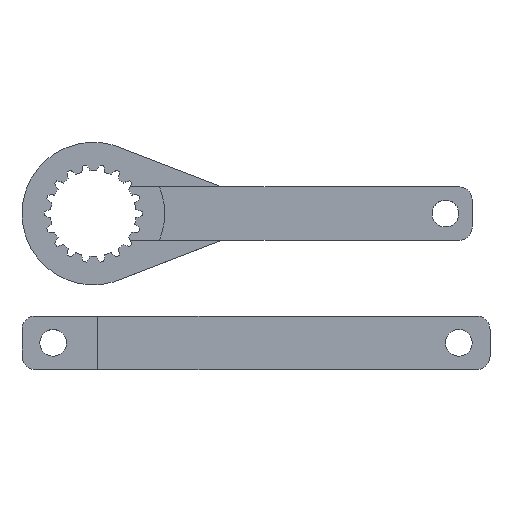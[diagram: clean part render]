
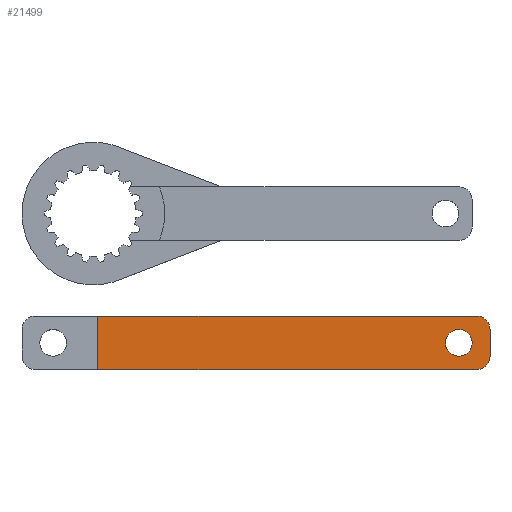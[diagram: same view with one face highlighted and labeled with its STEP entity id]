
A CAD part, top view. The second image highlights one B-rep face of the part: STEP entity #21499.
In plain terms, the highlighted planar face has unit normal (0, 0, 1).
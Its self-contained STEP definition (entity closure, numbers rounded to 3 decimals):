
#20810 = PLANE('',#20811);
#20811 = AXIS2_PLACEMENT_3D('',#20812,#20813,#20814);
#20812 = CARTESIAN_POINT('',(-16.,-18.,0.));
#20813 = DIRECTION('',(0.,1.,0.));
#20814 = DIRECTION('',(0.,0.,1.));
#20864 = PLANE('',#20865);
#20865 = AXIS2_PLACEMENT_3D('',#20866,#20867,#20868);
#20866 = CARTESIAN_POINT('',(-16.,-30.,0.));
#20867 = DIRECTION('',(0.,1.,0.));
#20868 = DIRECTION('',(0.,0.,1.));
#20893 = CYLINDRICAL_SURFACE('',#20894,3.);
#20894 = AXIS2_PLACEMENT_3D('',#20895,#20896,#20897);
#20895 = CARTESIAN_POINT('',(86.,-27.,0.));
#20896 = DIRECTION('',(0.,0.,1.));
#20897 = DIRECTION('',(0.,-1.,0.));
#20921 = PLANE('',#20922);
#20922 = AXIS2_PLACEMENT_3D('',#20923,#20924,#20925);
#20923 = CARTESIAN_POINT('',(89.,-30.,0.));
#20924 = DIRECTION('',(1.,0.,0.));
#20925 = DIRECTION('',(0.,0.,1.));
#20952 = CYLINDRICAL_SURFACE('',#20953,3.);
#20953 = AXIS2_PLACEMENT_3D('',#20954,#20955,#20956);
#20954 = CARTESIAN_POINT('',(86.,-21.,0.));
#20955 = DIRECTION('',(0.,0.,1.));
#20956 = DIRECTION('',(0.,1.,0.));
#20983 = CYLINDRICAL_SURFACE('',#20984,3.);
#20984 = AXIS2_PLACEMENT_3D('',#20985,#20986,#20987);
#20985 = CARTESIAN_POINT('',(82.,-24.,0.));
#20986 = DIRECTION('',(0.,0.,1.));
#20987 = DIRECTION('',(1.,0.,0.));
#21000 = VERTEX_POINT('',#21001);
#21001 = CARTESIAN_POINT('',(1.,-18.,4.));
#21027 = EDGE_CURVE('',#21000,#21028,#21030,.T.);
#21028 = VERTEX_POINT('',#21029);
#21029 = CARTESIAN_POINT('',(86.,-18.,4.));
#21030 = SURFACE_CURVE('',#21031,(#21035,#21042),.PCURVE_S1.);
#21031 = LINE('',#21032,#21033);
#21032 = CARTESIAN_POINT('',(-16.,-18.,4.));
#21033 = VECTOR('',#21034,1.);
#21034 = DIRECTION('',(1.,0.,0.));
#21035 = PCURVE('',#20810,#21036);
#21036 = DEFINITIONAL_REPRESENTATION('',(#21037),#21041);
#21037 = LINE('',#21038,#21039);
#21038 = CARTESIAN_POINT('',(4.,0.));
#21039 = VECTOR('',#21040,1.);
#21040 = DIRECTION('',(0.,1.));
#21041 = ( GEOMETRIC_REPRESENTATION_CONTEXT(2) 
PARAMETRIC_REPRESENTATION_CONTEXT() REPRESENTATION_CONTEXT('2D SPACE',''
  ) );
#21042 = PCURVE('',#21043,#21048);
#21043 = PLANE('',#21044);
#21044 = AXIS2_PLACEMENT_3D('',#21045,#21046,#21047);
#21045 = CARTESIAN_POINT('',(-16.,-30.,4.));
#21046 = DIRECTION('',(0.,0.,1.));
#21047 = DIRECTION('',(1.,0.,0.));
#21048 = DEFINITIONAL_REPRESENTATION('',(#21049),#21053);
#21049 = LINE('',#21050,#21051);
#21050 = CARTESIAN_POINT('',(0.,12.));
#21051 = VECTOR('',#21052,1.);
#21052 = DIRECTION('',(1.,0.));
#21053 = ( GEOMETRIC_REPRESENTATION_CONTEXT(2) 
PARAMETRIC_REPRESENTATION_CONTEXT() REPRESENTATION_CONTEXT('2D SPACE',''
  ) );
#21081 = VERTEX_POINT('',#21082);
#21082 = CARTESIAN_POINT('',(89.,-21.,4.));
#21103 = EDGE_CURVE('',#21028,#21081,#21104,.T.);
#21104 = SURFACE_CURVE('',#21105,(#21110,#21117),.PCURVE_S1.);
#21105 = CIRCLE('',#21106,3.);
#21106 = AXIS2_PLACEMENT_3D('',#21107,#21108,#21109);
#21107 = CARTESIAN_POINT('',(86.,-21.,4.));
#21108 = DIRECTION('',(0.,0.,-1.));
#21109 = DIRECTION('',(0.,-1.,0.));
#21110 = PCURVE('',#20952,#21111);
#21111 = DEFINITIONAL_REPRESENTATION('',(#21112),#21116);
#21112 = LINE('',#21113,#21114);
#21113 = CARTESIAN_POINT('',(3.142,4.));
#21114 = VECTOR('',#21115,1.);
#21115 = DIRECTION('',(-1.,0.));
#21116 = ( GEOMETRIC_REPRESENTATION_CONTEXT(2) 
PARAMETRIC_REPRESENTATION_CONTEXT() REPRESENTATION_CONTEXT('2D SPACE',''
  ) );
#21117 = PCURVE('',#21043,#21118);
#21118 = DEFINITIONAL_REPRESENTATION('',(#21119),#21127);
#21119 = ( BOUNDED_CURVE() B_SPLINE_CURVE(2,(#21120,#21121,#21122,#21123
    ,#21124,#21125,#21126),.UNSPECIFIED.,.T.,.F.) 
B_SPLINE_CURVE_WITH_KNOTS((1,2,2,2,2,1),(-2.094,0.,
    2.094,4.189,6.283,8.378),
.UNSPECIFIED.) CURVE() GEOMETRIC_REPRESENTATION_ITEM() 
RATIONAL_B_SPLINE_CURVE((1.,0.5,1.,0.5,1.,0.5,1.)) REPRESENTATION_ITEM(
  '') );
#21120 = CARTESIAN_POINT('',(102.,6.));
#21121 = CARTESIAN_POINT('',(96.804,6.));
#21122 = CARTESIAN_POINT('',(99.402,10.5));
#21123 = CARTESIAN_POINT('',(102.,15.));
#21124 = CARTESIAN_POINT('',(104.598,10.5));
#21125 = CARTESIAN_POINT('',(107.196,6.));
#21126 = CARTESIAN_POINT('',(102.,6.));
#21127 = ( GEOMETRIC_REPRESENTATION_CONTEXT(2) 
PARAMETRIC_REPRESENTATION_CONTEXT() REPRESENTATION_CONTEXT('2D SPACE',''
  ) );
#21219 = EDGE_CURVE('',#21220,#21081,#21222,.T.);
#21220 = VERTEX_POINT('',#21221);
#21221 = CARTESIAN_POINT('',(89.,-27.,4.));
#21222 = SURFACE_CURVE('',#21223,(#21227,#21234),.PCURVE_S1.);
#21223 = LINE('',#21224,#21225);
#21224 = CARTESIAN_POINT('',(89.,-30.,4.));
#21225 = VECTOR('',#21226,1.);
#21226 = DIRECTION('',(0.,1.,0.));
#21227 = PCURVE('',#20921,#21228);
#21228 = DEFINITIONAL_REPRESENTATION('',(#21229),#21233);
#21229 = LINE('',#21230,#21231);
#21230 = CARTESIAN_POINT('',(4.,0.));
#21231 = VECTOR('',#21232,1.);
#21232 = DIRECTION('',(0.,-1.));
#21233 = ( GEOMETRIC_REPRESENTATION_CONTEXT(2) 
PARAMETRIC_REPRESENTATION_CONTEXT() REPRESENTATION_CONTEXT('2D SPACE',''
  ) );
#21234 = PCURVE('',#21043,#21235);
#21235 = DEFINITIONAL_REPRESENTATION('',(#21236),#21240);
#21236 = LINE('',#21237,#21238);
#21237 = CARTESIAN_POINT('',(105.,0.));
#21238 = VECTOR('',#21239,1.);
#21239 = DIRECTION('',(0.,1.));
#21240 = ( GEOMETRIC_REPRESENTATION_CONTEXT(2) 
PARAMETRIC_REPRESENTATION_CONTEXT() REPRESENTATION_CONTEXT('2D SPACE',''
  ) );
#21270 = VERTEX_POINT('',#21271);
#21271 = CARTESIAN_POINT('',(1.,-30.,4.));
#21297 = EDGE_CURVE('',#21270,#21298,#21300,.T.);
#21298 = VERTEX_POINT('',#21299);
#21299 = CARTESIAN_POINT('',(86.,-30.,4.));
#21300 = SURFACE_CURVE('',#21301,(#21305,#21312),.PCURVE_S1.);
#21301 = LINE('',#21302,#21303);
#21302 = CARTESIAN_POINT('',(-16.,-30.,4.));
#21303 = VECTOR('',#21304,1.);
#21304 = DIRECTION('',(1.,0.,0.));
#21305 = PCURVE('',#20864,#21306);
#21306 = DEFINITIONAL_REPRESENTATION('',(#21307),#21311);
#21307 = LINE('',#21308,#21309);
#21308 = CARTESIAN_POINT('',(4.,0.));
#21309 = VECTOR('',#21310,1.);
#21310 = DIRECTION('',(0.,1.));
#21311 = ( GEOMETRIC_REPRESENTATION_CONTEXT(2) 
PARAMETRIC_REPRESENTATION_CONTEXT() REPRESENTATION_CONTEXT('2D SPACE',''
  ) );
#21312 = PCURVE('',#21043,#21313);
#21313 = DEFINITIONAL_REPRESENTATION('',(#21314),#21318);
#21314 = LINE('',#21315,#21316);
#21315 = CARTESIAN_POINT('',(0.,0.));
#21316 = VECTOR('',#21317,1.);
#21317 = DIRECTION('',(1.,0.));
#21318 = ( GEOMETRIC_REPRESENTATION_CONTEXT(2) 
PARAMETRIC_REPRESENTATION_CONTEXT() REPRESENTATION_CONTEXT('2D SPACE',''
  ) );
#21346 = EDGE_CURVE('',#21298,#21220,#21347,.T.);
#21347 = SURFACE_CURVE('',#21348,(#21353,#21360),.PCURVE_S1.);
#21348 = CIRCLE('',#21349,3.);
#21349 = AXIS2_PLACEMENT_3D('',#21350,#21351,#21352);
#21350 = CARTESIAN_POINT('',(86.,-27.,4.));
#21351 = DIRECTION('',(0.,0.,1.));
#21352 = DIRECTION('',(0.,-1.,0.));
#21353 = PCURVE('',#20893,#21354);
#21354 = DEFINITIONAL_REPRESENTATION('',(#21355),#21359);
#21355 = LINE('',#21356,#21357);
#21356 = CARTESIAN_POINT('',(0.,4.));
#21357 = VECTOR('',#21358,1.);
#21358 = DIRECTION('',(1.,0.));
#21359 = ( GEOMETRIC_REPRESENTATION_CONTEXT(2) 
PARAMETRIC_REPRESENTATION_CONTEXT() REPRESENTATION_CONTEXT('2D SPACE',''
  ) );
#21360 = PCURVE('',#21043,#21361);
#21361 = DEFINITIONAL_REPRESENTATION('',(#21362),#21366);
#21362 = CIRCLE('',#21363,3.);
#21363 = AXIS2_PLACEMENT_2D('',#21364,#21365);
#21364 = CARTESIAN_POINT('',(102.,3.));
#21365 = DIRECTION('',(0.,-1.));
#21366 = ( GEOMETRIC_REPRESENTATION_CONTEXT(2) 
PARAMETRIC_REPRESENTATION_CONTEXT() REPRESENTATION_CONTEXT('2D SPACE',''
  ) );
#21373 = VERTEX_POINT('',#21374);
#21374 = CARTESIAN_POINT('',(85.,-24.,4.));
#21395 = EDGE_CURVE('',#21373,#21373,#21396,.T.);
#21396 = SURFACE_CURVE('',#21397,(#21402,#21409),.PCURVE_S1.);
#21397 = CIRCLE('',#21398,3.);
#21398 = AXIS2_PLACEMENT_3D('',#21399,#21400,#21401);
#21399 = CARTESIAN_POINT('',(82.,-24.,4.));
#21400 = DIRECTION('',(0.,0.,1.));
#21401 = DIRECTION('',(1.,0.,0.));
#21402 = PCURVE('',#20983,#21403);
#21403 = DEFINITIONAL_REPRESENTATION('',(#21404),#21408);
#21404 = LINE('',#21405,#21406);
#21405 = CARTESIAN_POINT('',(0.,4.));
#21406 = VECTOR('',#21407,1.);
#21407 = DIRECTION('',(1.,0.));
#21408 = ( GEOMETRIC_REPRESENTATION_CONTEXT(2) 
PARAMETRIC_REPRESENTATION_CONTEXT() REPRESENTATION_CONTEXT('2D SPACE',''
  ) );
#21409 = PCURVE('',#21043,#21410);
#21410 = DEFINITIONAL_REPRESENTATION('',(#21411),#21415);
#21411 = CIRCLE('',#21412,3.);
#21412 = AXIS2_PLACEMENT_2D('',#21413,#21414);
#21413 = CARTESIAN_POINT('',(98.,6.));
#21414 = DIRECTION('',(1.,0.));
#21415 = ( GEOMETRIC_REPRESENTATION_CONTEXT(2) 
PARAMETRIC_REPRESENTATION_CONTEXT() REPRESENTATION_CONTEXT('2D SPACE',''
  ) );
#21499 = ADVANCED_FACE('',(#21500,#21531),#21043,.T.);
#21500 = FACE_BOUND('',#21501,.T.);
#21501 = EDGE_LOOP('',(#21502,#21503,#21527,#21528,#21529,#21530));
#21502 = ORIENTED_EDGE('',*,*,#21027,.F.);
#21503 = ORIENTED_EDGE('',*,*,#21504,.T.);
#21504 = EDGE_CURVE('',#21000,#21270,#21505,.T.);
#21505 = SURFACE_CURVE('',#21506,(#21510,#21516),.PCURVE_S1.);
#21506 = LINE('',#21507,#21508);
#21507 = CARTESIAN_POINT('',(1.,-30.,4.));
#21508 = VECTOR('',#21509,1.);
#21509 = DIRECTION('',(0.,-1.,0.));
#21510 = PCURVE('',#21043,#21511);
#21511 = DEFINITIONAL_REPRESENTATION('',(#21512),#21515);
#21512 = B_SPLINE_CURVE_WITH_KNOTS('',1,(#21513,#21514),.UNSPECIFIED.,
  .F.,.F.,(2,2),(-13.2,1.2),.PIECEWISE_BEZIER_KNOTS.);
#21513 = CARTESIAN_POINT('',(17.,13.2));
#21514 = CARTESIAN_POINT('',(17.,-1.2));
#21515 = ( GEOMETRIC_REPRESENTATION_CONTEXT(2) 
PARAMETRIC_REPRESENTATION_CONTEXT() REPRESENTATION_CONTEXT('2D SPACE',''
  ) );
#21516 = PCURVE('',#21517,#21522);
#21517 = PLANE('',#21518);
#21518 = AXIS2_PLACEMENT_3D('',#21519,#21520,#21521);
#21519 = CARTESIAN_POINT('',(1.,-30.,-3.));
#21520 = DIRECTION('',(1.,0.,0.));
#21521 = DIRECTION('',(0.,0.,1.));
#21522 = DEFINITIONAL_REPRESENTATION('',(#21523),#21526);
#21523 = B_SPLINE_CURVE_WITH_KNOTS('',1,(#21524,#21525),.UNSPECIFIED.,
  .F.,.F.,(2,2),(-13.2,1.2),.PIECEWISE_BEZIER_KNOTS.);
#21524 = CARTESIAN_POINT('',(7.,-13.2));
#21525 = CARTESIAN_POINT('',(7.,1.2));
#21526 = ( GEOMETRIC_REPRESENTATION_CONTEXT(2) 
PARAMETRIC_REPRESENTATION_CONTEXT() REPRESENTATION_CONTEXT('2D SPACE',''
  ) );
#21527 = ORIENTED_EDGE('',*,*,#21297,.T.);
#21528 = ORIENTED_EDGE('',*,*,#21346,.T.);
#21529 = ORIENTED_EDGE('',*,*,#21219,.T.);
#21530 = ORIENTED_EDGE('',*,*,#21103,.F.);
#21531 = FACE_BOUND('',#21532,.T.);
#21532 = EDGE_LOOP('',(#21533));
#21533 = ORIENTED_EDGE('',*,*,#21395,.F.);
